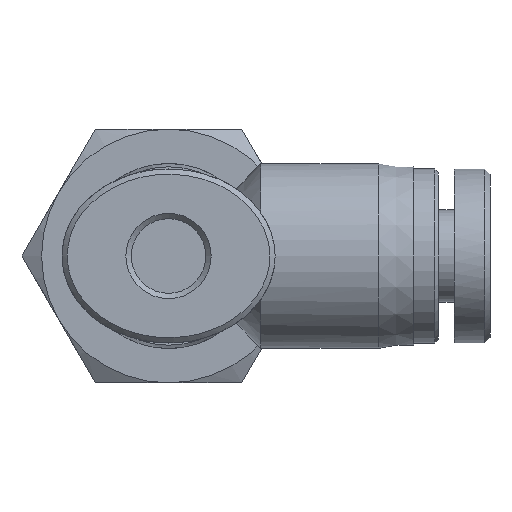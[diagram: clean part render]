
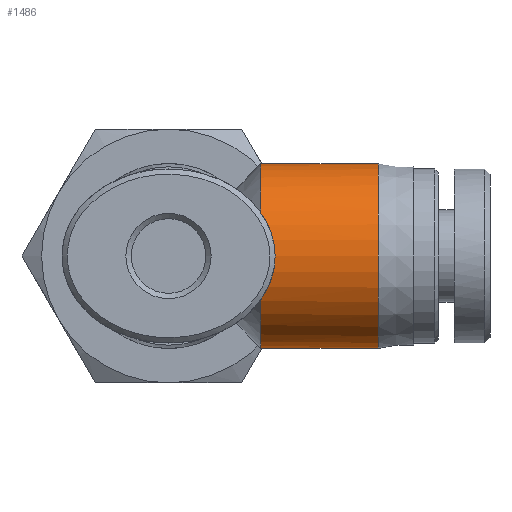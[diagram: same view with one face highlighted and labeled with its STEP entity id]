
A CAD part, left-side view. The second image highlights one B-rep face of the part: STEP entity #1486.
In plain terms, the highlighted cylindrical face has radius 5.2 mm (diameter 10.4 mm), a full revolution.
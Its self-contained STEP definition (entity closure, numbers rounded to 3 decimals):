
#1057=CARTESIAN_POINT('',(5.2,-5.176,-0.5));
#1058=VERTEX_POINT('',#1057);
#1072=CARTESIAN_POINT('',(7.7,-5.176,-0.5));
#1073=VERTEX_POINT('',#1072);
#1074=CARTESIAN_POINT('',(7.7,-5.176,-0.5));
#1075=DIRECTION('',(-1.0,0.0,0.0));
#1076=VECTOR('',#1075,2.5);
#1077=LINE('',#1074,#1076);
#1078=EDGE_CURVE('',#1073,#1058,#1077,.T.);
#1143=CARTESIAN_POINT('',(7.7,-5.176,0.5));
#1144=VERTEX_POINT('',#1143);
#1145=CARTESIAN_POINT('',(7.7,-5.2,0.0));
#1146=VERTEX_POINT('',#1145);
#1147=CARTESIAN_POINT('',(7.7,0.0,0.0));
#1148=DIRECTION('',(1.0,0.0,0.0));
#1149=DIRECTION('',(0.0,1.0,0.0));
#1150=AXIS2_PLACEMENT_3D('',#1147,#1148,#1149);
#1151=CIRCLE('',#1150,5.2);
#1152=EDGE_CURVE('',#1144,#1146,#1151,.T.);
#1176=CARTESIAN_POINT('',(7.7,0.0,0.0));
#1177=DIRECTION('',(1.0,0.0,0.0));
#1178=DIRECTION('',(0.0,1.0,0.0));
#1179=AXIS2_PLACEMENT_3D('',#1176,#1177,#1178);
#1180=CIRCLE('',#1179,5.2);
#1181=EDGE_CURVE('',#1146,#1073,#1180,.T.);
#1250=CARTESIAN_POINT('',(5.2,-5.176,0.5));
#1251=VERTEX_POINT('',#1250);
#1252=CARTESIAN_POINT('',(5.2,-5.176,0.5));
#1253=DIRECTION('',(1.0,0.0,0.0));
#1254=VECTOR('',#1253,2.5);
#1255=LINE('',#1252,#1254);
#1256=EDGE_CURVE('',#1251,#1144,#1255,.T.);
#1393=CARTESIAN_POINT('',(5.2,5.2,0.0));
#1394=VERTEX_POINT('',#1393);
#1395=CARTESIAN_POINT('',(5.2,0.0,0.0));
#1396=DIRECTION('',(1.0,0.0,0.0));
#1397=DIRECTION('',(0.0,1.0,0.0));
#1398=AXIS2_PLACEMENT_3D('',#1395,#1396,#1397);
#1399=CIRCLE('',#1398,5.2);
#1400=EDGE_CURVE('',#1394,#1251,#1399,.T.);
#1452=CARTESIAN_POINT('',(5.2,0.0,0.0));
#1453=DIRECTION('',(1.0,0.0,0.0));
#1454=DIRECTION('',(0.0,1.0,0.0));
#1455=AXIS2_PLACEMENT_3D('',#1452,#1453,#1454);
#1456=CIRCLE('',#1455,5.2);
#1457=EDGE_CURVE('',#1058,#1394,#1456,.T.);
#1462=CARTESIAN_POINT('',(8.5,0.0,0.0));
#1463=DIRECTION('',(1.0,0.0,0.0));
#1464=DIRECTION('',(0.0,1.0,0.0));
#1465=AXIS2_PLACEMENT_3D('',#1462,#1463,#1464);
#1466=CYLINDRICAL_SURFACE('',#1465,5.2);
#1467=ORIENTED_EDGE('',*,*,#1078,.T.);
#1468=ORIENTED_EDGE('',*,*,#1457,.T.);
#1469=ORIENTED_EDGE('',*,*,#1400,.T.);
#1470=ORIENTED_EDGE('',*,*,#1256,.T.);
#1471=ORIENTED_EDGE('',*,*,#1152,.T.);
#1472=ORIENTED_EDGE('',*,*,#1181,.T.);
#1473=EDGE_LOOP('',(#1467,#1468,#1469,#1470,#1471,#1472));
#1474=FACE_OUTER_BOUND('',#1473,.T.);
#1475=CARTESIAN_POINT('',(11.8,5.2,0.0));
#1476=VERTEX_POINT('',#1475);
#1477=CARTESIAN_POINT('',(11.8,0.0,0.0));
#1478=DIRECTION('',(1.0,0.0,0.0));
#1479=DIRECTION('',(0.0,1.0,0.0));
#1480=AXIS2_PLACEMENT_3D('',#1477,#1478,#1479);
#1481=CIRCLE('',#1480,5.2);
#1482=EDGE_CURVE('',#1476,#1476,#1481,.T.);
#1483=ORIENTED_EDGE('',*,*,#1482,.F.);
#1484=EDGE_LOOP('',(#1483));
#1485=FACE_BOUND('',#1484,.T.);
#1486=ADVANCED_FACE('',(#1474,#1485),#1466,.T.);
